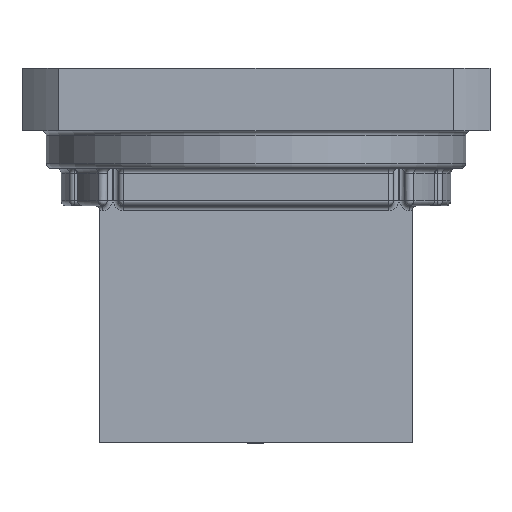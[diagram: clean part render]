
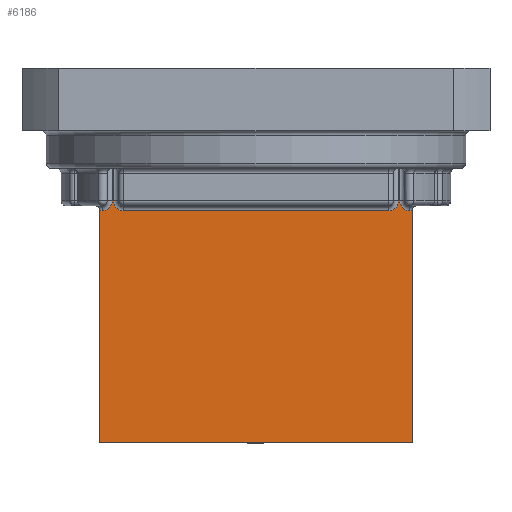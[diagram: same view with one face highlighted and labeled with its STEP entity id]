
A CAD part, front view. The second image highlights one B-rep face of the part: STEP entity #6186.
In plain terms, the highlighted planar face has unit normal (0, -1, 0).
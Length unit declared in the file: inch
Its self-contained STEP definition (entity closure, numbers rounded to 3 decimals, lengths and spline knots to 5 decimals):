
#106 = LINE ( 'NONE', #8177, #5046 ) ;
#158 = VERTEX_POINT ( 'NONE', #5210 ) ;
#252 = CARTESIAN_POINT ( 'NONE',  ( 0.576, -0.3135, -1.5 ) ) ;
#346 = DIRECTION ( 'NONE',  ( 0., 0., -1. ) ) ;
#353 = DIRECTION ( 'NONE',  ( 0., 0., -1. ) ) ;
#450 = EDGE_CURVE ( 'NONE', #4350, #4385, #8044, .T. ) ;
#461 = EDGE_CURVE ( 'NONE', #7967, #926, #4993, .T. ) ;
#609 = DIRECTION ( 'NONE',  ( 0., -1., 0. ) ) ;
#634 = CARTESIAN_POINT ( 'NONE',  ( 0.531, -0.3135, -0.57 ) ) ;
#672 = CARTESIAN_POINT ( 'NONE',  ( 0.626, -0.3135, -1.5 ) ) ;
#691 = CARTESIAN_POINT ( 'NONE',  ( -0.626, -0.3135, -1.5 ) ) ;
#704 = EDGE_CURVE ( 'NONE', #7967, #1041, #106, .T. ) ;
#708 = EDGE_CURVE ( 'NONE', #6637, #4385, #1394, .T. ) ;
#842 = LINE ( 'NONE', #7267, #6150 ) ;
#849 = CARTESIAN_POINT ( 'NONE',  ( 0.626, -0.3135, -1.5 ) ) ;
#926 = VERTEX_POINT ( 'NONE', #4807 ) ;
#977 = CARTESIAN_POINT ( 'NONE',  ( -0.576, -0.3135, -1.5 ) ) ;
#1041 = VERTEX_POINT ( 'NONE', #4299 ) ;
#1063 = DIRECTION ( 'NONE',  ( -1., 0., 0. ) ) ;
#1071 = EDGE_CURVE ( 'NONE', #158, #3788, #8115, .T. ) ;
#1110 = DIRECTION ( 'NONE',  ( 0., 0., -1. ) ) ;
#1111 = DIRECTION ( 'NONE',  ( 0., 0., 1. ) ) ;
#1220 = CIRCLE ( 'NONE', #8104, 0.04 ) ;
#1394 = CIRCLE ( 'NONE', #6271, 0.04 ) ;
#1449 = DIRECTION ( 'NONE',  ( 1., 0., 0. ) ) ;
#1535 = VECTOR ( 'NONE', #2990, 39.37008 ) ;
#1791 = CARTESIAN_POINT ( 'NONE',  ( 0.616, -0.3135, -0.53 ) ) ;
#1874 = CARTESIAN_POINT ( 'NONE',  ( -0.531, -0.3135, -0.57 ) ) ;
#1902 = DIRECTION ( 'NONE',  ( 0., 0., 1. ) ) ;
#1911 = CARTESIAN_POINT ( 'NONE',  ( 0.616, -0.3135, -0.57 ) ) ;
#1996 = CARTESIAN_POINT ( 'NONE',  ( -0.626, -0.3135, -1.5 ) ) ;
#2095 = CARTESIAN_POINT ( 'NONE',  ( -0.626, -0.3135, -0.57 ) ) ;
#2158 = DIRECTION ( 'NONE',  ( 0., 0., -1. ) ) ;
#2164 = LINE ( 'NONE', #252, #8129 ) ;
#2175 = CARTESIAN_POINT ( 'NONE',  ( -0.571, -0.3135, -1.5 ) ) ;
#2242 = VECTOR ( 'NONE', #6995, 39.37008 ) ;
#2278 = DIRECTION ( 'NONE',  ( -1., 0., 0. ) ) ;
#2313 = CARTESIAN_POINT ( 'NONE',  ( -0.626, -0.3135, -0.57 ) ) ;
#2316 = ORIENTED_EDGE ( 'NONE', *, *, #3040, .T. ) ;
#2337 = LINE ( 'NONE', #2175, #7334 ) ;
#2344 = VERTEX_POINT ( 'NONE', #1911 ) ;
#2435 = FACE_OUTER_BOUND ( 'NONE', #6582, .T. ) ;
#2443 = ORIENTED_EDGE ( 'NONE', *, *, #6372, .T. ) ;
#2458 = ORIENTED_EDGE ( 'NONE', *, *, #8297, .F. ) ;
#2473 = CARTESIAN_POINT ( 'NONE',  ( 0.571, -0.3135, -0.4 ) ) ;
#2551 = LINE ( 'NONE', #5601, #2242 ) ;
#2557 = VECTOR ( 'NONE', #1902, 39.37008 ) ;
#2743 = CARTESIAN_POINT ( 'NONE',  ( 0.576, -0.3135, -0.53 ) ) ;
#2774 = ORIENTED_EDGE ( 'NONE', *, *, #708, .F. ) ;
#2808 = ORIENTED_EDGE ( 'NONE', *, *, #8276, .T. ) ;
#2851 = ORIENTED_EDGE ( 'NONE', *, *, #5318, .F. ) ;
#2878 = EDGE_CURVE ( 'NONE', #6212, #6884, #2551, .T. ) ;
#2990 = DIRECTION ( 'NONE',  ( -1., 0., 0. ) ) ;
#3033 = ORIENTED_EDGE ( 'NONE', *, *, #7590, .T. ) ;
#3040 = EDGE_CURVE ( 'NONE', #4845, #7422, #6774, .T. ) ;
#3249 = LINE ( 'NONE', #5271, #2557 ) ;
#3367 = VERTEX_POINT ( 'NONE', #2743 ) ;
#3404 = VECTOR ( 'NONE', #1449, 39.37008 ) ;
#3508 = EDGE_CURVE ( 'NONE', #4350, #5640, #6046, .T. ) ;
#3519 = LINE ( 'NONE', #5383, #5529 ) ;
#3531 = ORIENTED_EDGE ( 'NONE', *, *, #704, .F. ) ;
#3586 = CARTESIAN_POINT ( 'NONE',  ( 0.531, -0.3135, -0.53 ) ) ;
#3663 = ORIENTED_EDGE ( 'NONE', *, *, #1071, .T. ) ;
#3705 = VECTOR ( 'NONE', #1063, 39.37008 ) ;
#3788 = VERTEX_POINT ( 'NONE', #2095 ) ;
#4249 = CIRCLE ( 'NONE', #5878, 0.04 ) ;
#4270 = VECTOR ( 'NONE', #6019, 39.37008 ) ;
#4299 = CARTESIAN_POINT ( 'NONE',  ( -0.571, -0.3135, -0.4 ) ) ;
#4350 = VERTEX_POINT ( 'NONE', #634 ) ;
#4369 = CARTESIAN_POINT ( 'NONE',  ( -0.626, -0.3135, -1.5 ) ) ;
#4385 = VERTEX_POINT ( 'NONE', #1874 ) ;
#4662 = LINE ( 'NONE', #691, #3404 ) ;
#4684 = CARTESIAN_POINT ( 'NONE',  ( 0.626, -0.3135, -0.57 ) ) ;
#4756 = ORIENTED_EDGE ( 'NONE', *, *, #6521, .F. ) ;
#4807 = CARTESIAN_POINT ( 'NONE',  ( -0.576, -0.3135, -0.53 ) ) ;
#4811 = DIRECTION ( 'NONE',  ( 0., -1., 0. ) ) ;
#4815 = AXIS2_PLACEMENT_3D ( 'NONE', #3586, #8079, #7344 ) ;
#4845 = VERTEX_POINT ( 'NONE', #672 ) ;
#4954 = DIRECTION ( 'NONE',  ( 0., -1., 0. ) ) ;
#4993 = LINE ( 'NONE', #977, #6688 ) ;
#5036 = DIRECTION ( 'NONE',  ( 0., -1., 0. ) ) ;
#5046 = VECTOR ( 'NONE', #8266, 39.37008 ) ;
#5096 = PLANE ( 'NONE',  #8380 ) ;
#5098 = ORIENTED_EDGE ( 'NONE', *, *, #6905, .T. ) ;
#5099 = ORIENTED_EDGE ( 'NONE', *, *, #450, .T. ) ;
#5210 = CARTESIAN_POINT ( 'NONE',  ( -0.616, -0.3135, -0.57 ) ) ;
#5259 = ORIENTED_EDGE ( 'NONE', *, *, #3508, .F. ) ;
#5271 = CARTESIAN_POINT ( 'NONE',  ( -0.626, -0.3135, -1.5 ) ) ;
#5318 = EDGE_CURVE ( 'NONE', #6758, #3788, #3249, .T. ) ;
#5383 = CARTESIAN_POINT ( 'NONE',  ( 0.571, -0.3135, -1.5 ) ) ;
#5405 = CARTESIAN_POINT ( 'NONE',  ( -0.616, -0.3135, -0.53 ) ) ;
#5472 = ORIENTED_EDGE ( 'NONE', *, *, #2878, .F. ) ;
#5529 = VECTOR ( 'NONE', #353, 39.37008 ) ;
#5601 = CARTESIAN_POINT ( 'NONE',  ( -0.626, -0.3135, -0.4 ) ) ;
#5640 = VERTEX_POINT ( 'NONE', #7570 ) ;
#5878 = AXIS2_PLACEMENT_3D ( 'NONE', #5405, #4811, #2158 ) ;
#5975 = CARTESIAN_POINT ( 'NONE',  ( 0.576, -0.3135, -0.4 ) ) ;
#6019 = DIRECTION ( 'NONE',  ( 0., 0., 1. ) ) ;
#6046 = CIRCLE ( 'NONE', #4815, 0.04 ) ;
#6150 = VECTOR ( 'NONE', #2278, 39.37008 ) ;
#6186 = ADVANCED_FACE ( 'NONE', ( #2435 ), #5096, .T. ) ;
#6212 = VERTEX_POINT ( 'NONE', #2473 ) ;
#6271 = AXIS2_PLACEMENT_3D ( 'NONE', #6944, #5036, #7031 ) ;
#6372 = EDGE_CURVE ( 'NONE', #6212, #5640, #3519, .T. ) ;
#6458 = ORIENTED_EDGE ( 'NONE', *, *, #7836, .T. ) ;
#6521 = EDGE_CURVE ( 'NONE', #3367, #2344, #1220, .T. ) ;
#6582 = EDGE_LOOP ( 'NONE', ( #2316, #2808, #4756, #5098, #5472, #2443, #5259, #5099, #2774, #6458, #3531, #7295, #2458, #3663, #2851, #3033 ) ) ;
#6637 = VERTEX_POINT ( 'NONE', #7148 ) ;
#6688 = VECTOR ( 'NONE', #346, 39.37008 ) ;
#6758 = VERTEX_POINT ( 'NONE', #1996 ) ;
#6774 = LINE ( 'NONE', #849, #4270 ) ;
#6884 = VERTEX_POINT ( 'NONE', #5975 ) ;
#6905 = EDGE_CURVE ( 'NONE', #3367, #6884, #2164, .T. ) ;
#6944 = CARTESIAN_POINT ( 'NONE',  ( -0.531, -0.3135, -0.53 ) ) ;
#6995 = DIRECTION ( 'NONE',  ( 1., 0., 0. ) ) ;
#7031 = DIRECTION ( 'NONE',  ( 0., 0., -1. ) ) ;
#7148 = CARTESIAN_POINT ( 'NONE',  ( -0.571, -0.3135, -0.53 ) ) ;
#7267 = CARTESIAN_POINT ( 'NONE',  ( 0.596, -0.3135, -0.57 ) ) ;
#7295 = ORIENTED_EDGE ( 'NONE', *, *, #461, .T. ) ;
#7334 = VECTOR ( 'NONE', #1111, 39.37008 ) ;
#7344 = DIRECTION ( 'NONE',  ( 0., 0., -1. ) ) ;
#7351 = DIRECTION ( 'NONE',  ( 0., 0., 1. ) ) ;
#7422 = VERTEX_POINT ( 'NONE', #4684 ) ;
#7570 = CARTESIAN_POINT ( 'NONE',  ( 0.571, -0.3135, -0.53 ) ) ;
#7590 = EDGE_CURVE ( 'NONE', #6758, #4845, #4662, .T. ) ;
#7836 = EDGE_CURVE ( 'NONE', #6637, #1041, #2337, .T. ) ;
#7967 = VERTEX_POINT ( 'NONE', #8258 ) ;
#8044 = LINE ( 'NONE', #8216, #3705 ) ;
#8079 = DIRECTION ( 'NONE',  ( 0., -1., 0. ) ) ;
#8104 = AXIS2_PLACEMENT_3D ( 'NONE', #1791, #4954, #1110 ) ;
#8115 = LINE ( 'NONE', #2313, #1535 ) ;
#8129 = VECTOR ( 'NONE', #7351, 39.37008 ) ;
#8177 = CARTESIAN_POINT ( 'NONE',  ( -0.626, -0.3135, -0.4 ) ) ;
#8190 = DIRECTION ( 'NONE',  ( 0., 0., -1. ) ) ;
#8216 = CARTESIAN_POINT ( 'NONE',  ( -0.551, -0.3135, -0.57 ) ) ;
#8258 = CARTESIAN_POINT ( 'NONE',  ( -0.576, -0.3135, -0.4 ) ) ;
#8266 = DIRECTION ( 'NONE',  ( 1., 0., 0. ) ) ;
#8276 = EDGE_CURVE ( 'NONE', #7422, #2344, #842, .T. ) ;
#8297 = EDGE_CURVE ( 'NONE', #158, #926, #4249, .T. ) ;
#8380 = AXIS2_PLACEMENT_3D ( 'NONE', #4369, #609, #8190 ) ;
